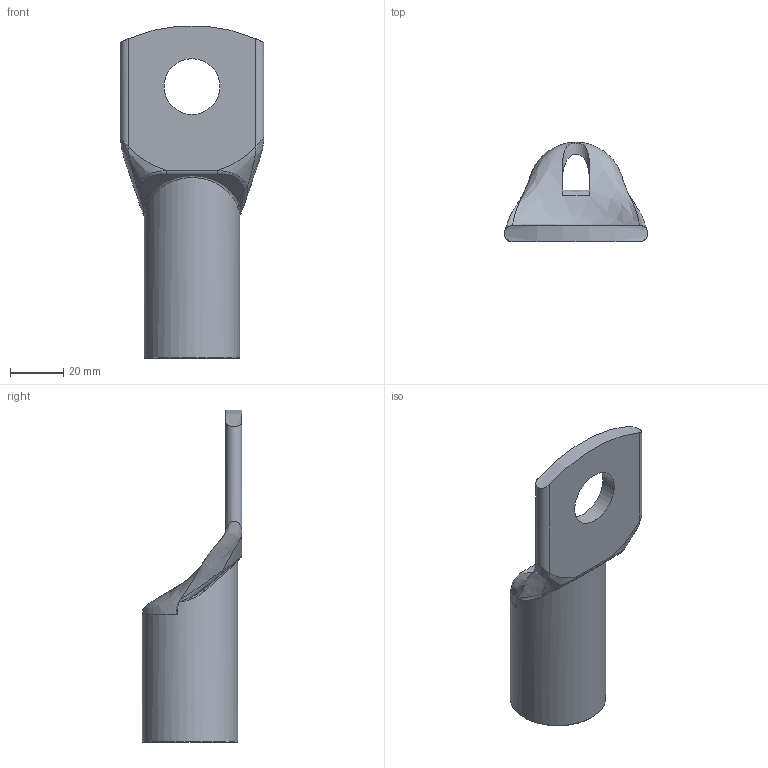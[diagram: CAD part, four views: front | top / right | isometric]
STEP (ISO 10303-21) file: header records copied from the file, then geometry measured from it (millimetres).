
FILE_DESCRIPTION((''),'2;1');
FILE_NAME('PK400-20.stp','2016-02-12T07:53:19',(''),(''),'Autodesk Inventor 2010','Autodesk Inventor 2010','');
FILE_SCHEMA(('AUTOMOTIVE_DESIGN { 1 0 10303 214 1 1 1 1 }'));
Length unit declared in the file: millimetre
Products named in the file (1): PK400-20
Bounding box: 54 x 37.5 x 124.87 mm (x, y, z)
Volume: 36783.6 mm3; surface area: 20999.3 mm2
Topology: 1 solids, 1 shells, 37 faces, 101 edges, 67 vertices
Faces by surface type: bspline 15, plane 11, cylinder 9, torus 1, cone 1
Full cylindrical faces by diameter (mm): 21 x1, 30 x1, 36 x1
Entity records: 2824 total; most frequent: CARTESIAN_POINT 1994, ORIENTED_EDGE 188, DIRECTION 121, EDGE_CURVE 94, VERTEX_POINT 65, AXIS2_PLACEMENT_3D 51, B_SPLINE_CURVE_WITH_KNOTS 47, EDGE_LOOP 47
